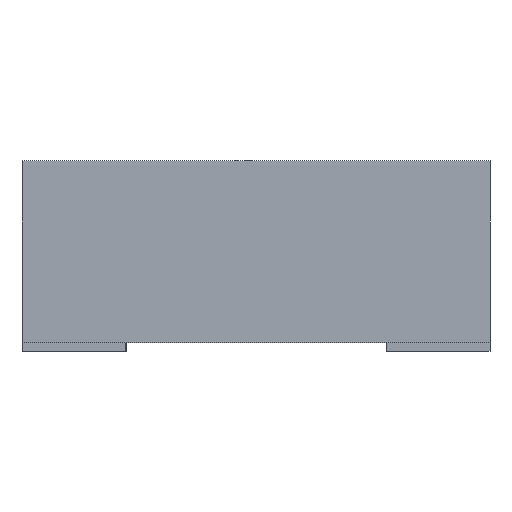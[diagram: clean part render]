
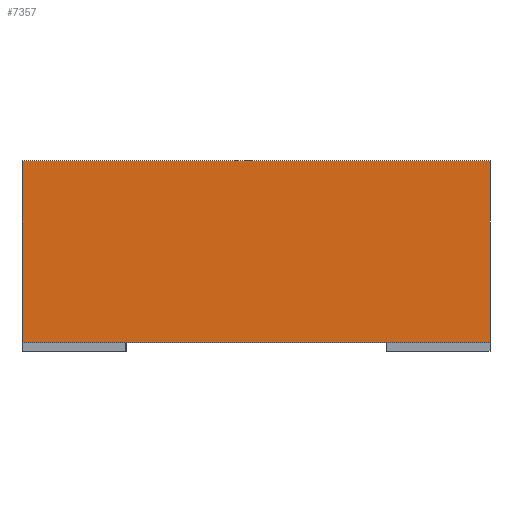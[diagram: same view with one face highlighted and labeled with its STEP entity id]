
A CAD part, front view. The second image highlights one B-rep face of the part: STEP entity #7357.
In plain terms, the highlighted face is planar.
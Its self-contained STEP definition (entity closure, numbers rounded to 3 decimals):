
#4380=DIRECTION('',(1.,0.,0.));
#4381=VECTOR('',#4380,1.35);
#4382=CARTESIAN_POINT('',(-0.675,0.,1.75));
#4383=LINE('',#4382,#4381);
#5110=DIRECTION('',(0.,1.,0.));
#5111=VECTOR('',#5110,0.525);
#5112=CARTESIAN_POINT('',(0.675,0.,1.75));
#5113=LINE('',#5112,#5111);
#5579=DIRECTION('',(0.,1.,0.));
#5580=VECTOR('',#5579,0.525);
#5581=CARTESIAN_POINT('',(-0.675,0.,1.75));
#5582=LINE('',#5581,#5580);
#5607=DIRECTION('',(1.,0.,0.));
#5608=VECTOR('',#5607,1.35);
#5609=CARTESIAN_POINT('',(-0.675,0.525,1.75));
#5610=LINE('',#5609,#5608);
#6004=CARTESIAN_POINT('',(-0.675,0.,1.75));
#6005=CARTESIAN_POINT('',(0.675,0.,1.75));
#6006=VERTEX_POINT('',#6004);
#6007=VERTEX_POINT('',#6005);
#6013=CARTESIAN_POINT('',(-0.675,0.525,1.75));
#6015=VERTEX_POINT('',#6013);
#6016=CARTESIAN_POINT('',(0.675,0.525,1.75));
#6017=VERTEX_POINT('',#6016);
#7345=CARTESIAN_POINT('',(-0.675,0.,1.75));
#7346=DIRECTION('',(0.,0.,1.));
#7347=DIRECTION('',(1.,0.,0.));
#7348=AXIS2_PLACEMENT_3D('',#7345,#7346,#7347);
#7349=PLANE('',#7348);
#7350=ORIENTED_EDGE('',*,*,#6437,.F.);
#7351=ORIENTED_EDGE('',*,*,#6624,.T.);
#7353=ORIENTED_EDGE('',*,*,#7352,.T.);
#7354=ORIENTED_EDGE('',*,*,#6753,.F.);
#7355=EDGE_LOOP('',(#7350,#7351,#7353,#7354));
#7356=FACE_OUTER_BOUND('',#7355,.F.);
#7357=ADVANCED_FACE('',(#7356),#7349,.T.);
#6437=EDGE_CURVE('',#6006,#6007,#4383,.T.);
#6624=EDGE_CURVE('',#6006,#6015,#5582,.T.);
#6753=EDGE_CURVE('',#6007,#6017,#5113,.T.);
#7352=EDGE_CURVE('',#6015,#6017,#5610,.T.);
